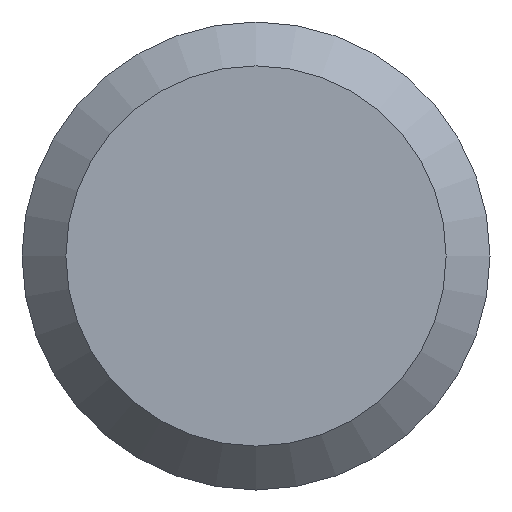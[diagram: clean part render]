
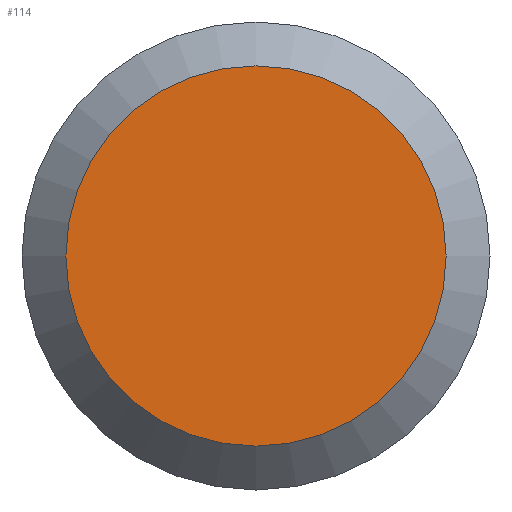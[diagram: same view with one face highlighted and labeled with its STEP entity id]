
A CAD part, front view. The second image highlights one B-rep face of the part: STEP entity #114.
In plain terms, the highlighted planar face has unit normal (0, -1, 0).
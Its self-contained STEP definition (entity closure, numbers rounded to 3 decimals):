
#15=PLANE('',#149);
#25=FACE_OUTER_BOUND('',#32,.T.);
#32=EDGE_LOOP('',(#97));
#50=CIRCLE('',#148,3.25);
#58=VERTEX_POINT('',#212);
#70=EDGE_CURVE('',#58,#58,#50,.T.);
#97=ORIENTED_EDGE('',*,*,#70,.T.);
#114=ADVANCED_FACE('',(#25),#15,.T.);
#148=AXIS2_PLACEMENT_3D('',#213,#182,#183);
#149=AXIS2_PLACEMENT_3D('',#215,#185,#186);
#182=DIRECTION('center_axis',(0.,-1.,0.));
#183=DIRECTION('ref_axis',(1.,0.,0.));
#185=DIRECTION('center_axis',(0.,-1.,0.));
#186=DIRECTION('ref_axis',(0.,0.,-1.));
#212=CARTESIAN_POINT('',(-18.483,-24.265,-10.396));
#213=CARTESIAN_POINT('Origin',(-15.233,-24.265,-10.396));
#215=CARTESIAN_POINT('Origin',(-15.233,-24.265,-10.396));
